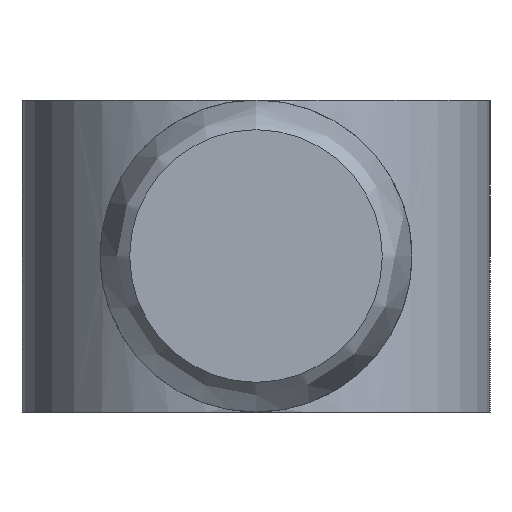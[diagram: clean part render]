
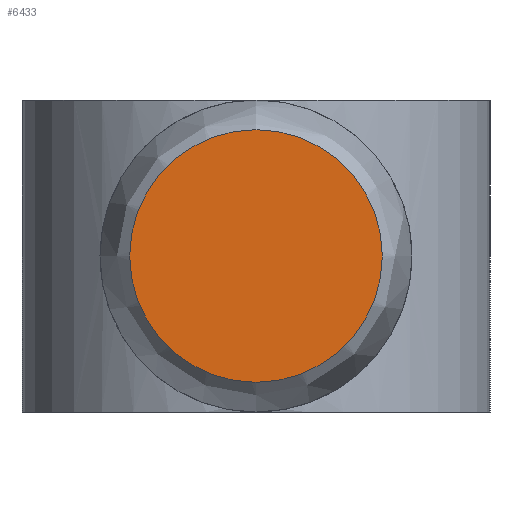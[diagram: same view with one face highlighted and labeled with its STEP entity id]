
A CAD part, left-side view. The second image highlights one B-rep face of the part: STEP entity #6433.
In plain terms, the highlighted planar face has unit normal (-1, 0, 0).
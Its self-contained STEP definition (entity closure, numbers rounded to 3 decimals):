
#113=CIRCLE($,#6759,8.5);
#314=PLANE($,#6760);
#594=FACE_OUTER_BOUND($,#1030,.T.);
#1030=EDGE_LOOP($,(#5092));
#2884=VERTEX_POINT($,#10324);
#3663=EDGE_CURVE($,#2884,#2884,#113,.T.);
#5092=ORIENTED_EDGE($,*,*,#3663,.F.);
#6433=ADVANCED_FACE($,(#594),#314,.F.);
#6759=AXIS2_PLACEMENT_3D($,#10325,#7491,#7492);
#6760=AXIS2_PLACEMENT_3D($,#10326,#7493,#7494);
#7491=DIRECTION('center_axis',(1.,0.,0.));
#7492=DIRECTION('ref_axis',(0.,0.,-1.));
#7493=DIRECTION('center_axis',(1.,0.,0.));
#7494=DIRECTION('ref_axis',(0.,0.,-1.));
#10324=CARTESIAN_POINT('',(-119.,0.,8.5));
#10325=CARTESIAN_POINT('Origin',(-119.,0.,0.));
#10326=CARTESIAN_POINT('Origin',(-119.,0.,0.));
